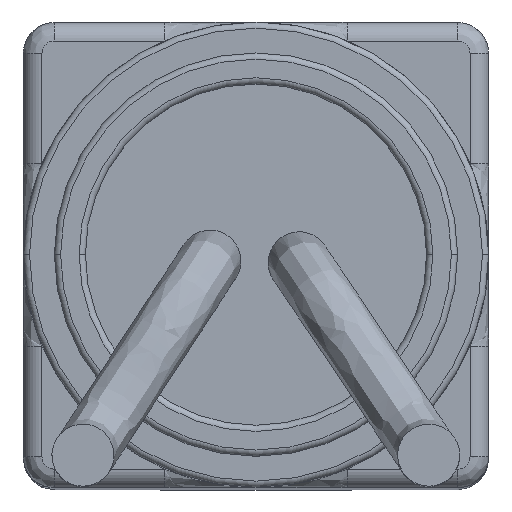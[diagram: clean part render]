
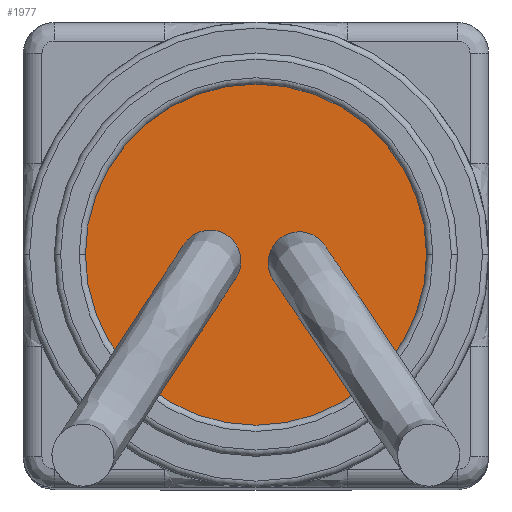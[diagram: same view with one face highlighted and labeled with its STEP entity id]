
A CAD part, top view. The second image highlights one B-rep face of the part: STEP entity #1977.
In plain terms, the highlighted planar face has unit normal (0, 0, 1).
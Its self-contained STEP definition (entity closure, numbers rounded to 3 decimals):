
#1932 = VERTEX_POINT('',#1933);
#1933 = CARTESIAN_POINT('',(0.55,0.,5.1));
#1941 = VERTEX_POINT('',#1942);
#1942 = CARTESIAN_POINT('',(-0.55,0.,5.1));
#1948 = EDGE_CURVE('',#1941,#1932,#1949,.T.);
#1949 = CIRCLE('',#1950,0.55);
#1950 = AXIS2_PLACEMENT_3D('',#1951,#1952,#1953);
#1951 = CARTESIAN_POINT('',(0.,0.,5.1));
#1952 = DIRECTION('',(0.,0.,1.));
#1953 = DIRECTION('',(1.,0.,0.));
#1965 = EDGE_CURVE('',#1932,#1941,#1966,.T.);
#1966 = CIRCLE('',#1967,0.55);
#1967 = AXIS2_PLACEMENT_3D('',#1968,#1969,#1970);
#1968 = CARTESIAN_POINT('',(0.,0.,5.1));
#1969 = DIRECTION('',(0.,0.,1.));
#1970 = DIRECTION('',(1.,0.,0.));
#1977 = ADVANCED_FACE('',(#1978,#1982,#2002),#2022,.T.);
#1978 = FACE_BOUND('',#1979,.T.);
#1979 = EDGE_LOOP('',(#1980,#1981));
#1980 = ORIENTED_EDGE('',*,*,#1965,.T.);
#1981 = ORIENTED_EDGE('',*,*,#1948,.T.);
#1982 = FACE_BOUND('',#1983,.T.);
#1983 = EDGE_LOOP('',(#1984,#1995));
#1984 = ORIENTED_EDGE('',*,*,#1985,.F.);
#1985 = EDGE_CURVE('',#1986,#1988,#1990,.T.);
#1986 = VERTEX_POINT('',#1987);
#1987 = CARTESIAN_POINT('',(-0.094,0.062,5.1)
  );
#1988 = VERTEX_POINT('',#1989);
#1989 = CARTESIAN_POINT('',(-0.203,-0.106,5.1));
#1990 = CIRCLE('',#1991,0.1);
#1991 = AXIS2_PLACEMENT_3D('',#1992,#1993,#1994);
#1992 = CARTESIAN_POINT('',(-0.148,-0.022,5.1));
#1993 = DIRECTION('',(0.,0.,1.));
#1994 = DIRECTION('',(0.546,0.838,0.));
#1995 = ORIENTED_EDGE('',*,*,#1996,.F.);
#1996 = EDGE_CURVE('',#1988,#1986,#1997,.T.);
#1997 = CIRCLE('',#1998,0.1);
#1998 = AXIS2_PLACEMENT_3D('',#1999,#2000,#2001);
#1999 = CARTESIAN_POINT('',(-0.148,-0.022,5.1));
#2000 = DIRECTION('',(0.,0.,1.));
#2001 = DIRECTION('',(0.546,0.838,0.));
#2002 = FACE_BOUND('',#2003,.T.);
#2003 = EDGE_LOOP('',(#2004,#2015));
#2004 = ORIENTED_EDGE('',*,*,#2005,.F.);
#2005 = EDGE_CURVE('',#2006,#2008,#2010,.T.);
#2006 = VERTEX_POINT('',#2007);
#2007 = CARTESIAN_POINT('',(0.083,0.056,5.1));
#2008 = VERTEX_POINT('',#2009);
#2009 = CARTESIAN_POINT('',(0.195,-0.11,5.1));
#2010 = CIRCLE('',#2011,0.1);
#2011 = AXIS2_PLACEMENT_3D('',#2012,#2013,#2014);
#2012 = CARTESIAN_POINT('',(0.139,-0.027,5.1));
#2013 = DIRECTION('',(0.,0.,1.));
#2014 = DIRECTION('',(-0.557,0.831,0.
    ));
#2015 = ORIENTED_EDGE('',*,*,#2016,.F.);
#2016 = EDGE_CURVE('',#2008,#2006,#2017,.T.);
#2017 = CIRCLE('',#2018,0.1);
#2018 = AXIS2_PLACEMENT_3D('',#2019,#2020,#2021);
#2019 = CARTESIAN_POINT('',(0.139,-0.027,5.1));
#2020 = DIRECTION('',(0.,0.,1.));
#2021 = DIRECTION('',(-0.557,0.831,0.
    ));
#2022 = PLANE('',#2023);
#2023 = AXIS2_PLACEMENT_3D('',#2024,#2025,#2026);
#2024 = CARTESIAN_POINT('',(0.,0.,5.1));
#2025 = DIRECTION('',(0.,0.,1.));
#2026 = DIRECTION('',(1.,0.,0.));
